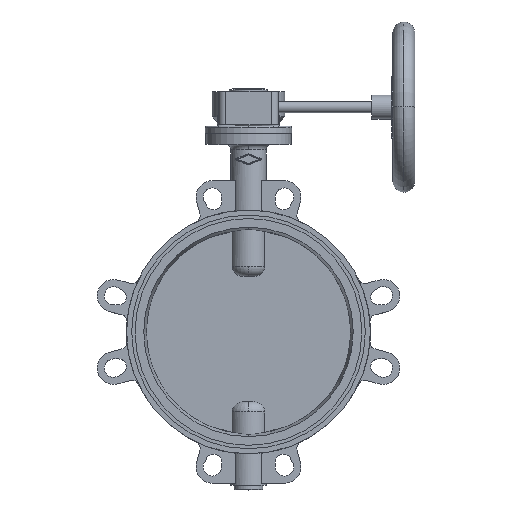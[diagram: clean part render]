
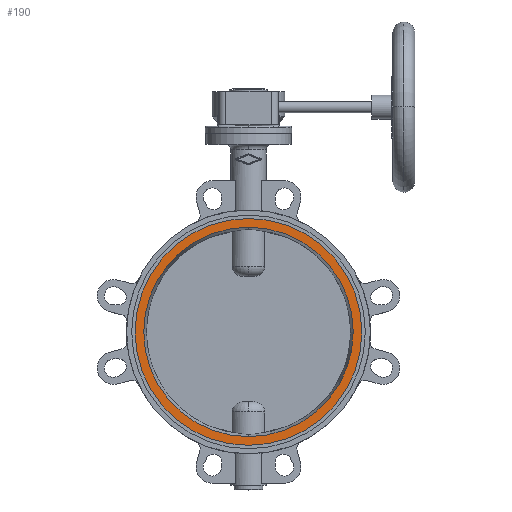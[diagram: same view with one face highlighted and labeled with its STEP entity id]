
A CAD part, top view. The second image highlights one B-rep face of the part: STEP entity #190.
In plain terms, the highlighted planar face has unit normal (0, 0, 1).
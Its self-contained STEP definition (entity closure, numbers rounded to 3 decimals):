
#190 = ADVANCED_FACE( '', ( #597, #598 ), #599, .T. );
#597 = FACE_BOUND( '', #1304, .T. );
#598 = FACE_OUTER_BOUND( '', #1305, .T. );
#599 = PLANE( '', #1306 );
#1304 = EDGE_LOOP( '', ( #2437, #2438 ) );
#1305 = EDGE_LOOP( '', ( #2439, #2440 ) );
#1306 = AXIS2_PLACEMENT_3D( '', #2441, #2442, #2443 );
#2437 = ORIENTED_EDGE( '', *, *, #4952, .F. );
#2438 = ORIENTED_EDGE( '', *, *, #4809, .F. );
#2439 = ORIENTED_EDGE( '', *, *, #4951, .T. );
#2440 = ORIENTED_EDGE( '', *, *, #4811, .T. );
#2441 = CARTESIAN_POINT( '', ( 0., 160.132, -1. ) );
#2442 = DIRECTION( '', ( 0., 0., 1. ) );
#2443 = DIRECTION( '', ( 0., 1., 0. ) );
#4809 = EDGE_CURVE( '', #5836, #5828, #5838, .T. );
#4811 = EDGE_CURVE( '', #5842, #5839, #5843, .T. );
#4951 = EDGE_CURVE( '', #5839, #5842, #6079, .T. );
#4952 = EDGE_CURVE( '', #5828, #5836, #6080, .T. );
#5828 = VERTEX_POINT( '', #7548 );
#5836 = VERTEX_POINT( '', #7591 );
#5838 = CIRCLE( '', #7594, 153.765 );
#5839 = VERTEX_POINT( '', #7595 );
#5842 = VERTEX_POINT( '', #7599 );
#5843 = CIRCLE( '', #7600, 166.5 );
#6079 = CIRCLE( '', #8687, 166.5 );
#6080 = CIRCLE( '', #8688, 153.765 );
#7548 = CARTESIAN_POINT( '', ( 0., 153.765, -1. ) );
#7591 = CARTESIAN_POINT( '', ( 0., -153.765, -1. ) );
#7594 = AXIS2_PLACEMENT_3D( '', #10948, #10949, #10950 );
#7595 = CARTESIAN_POINT( '', ( 0., 166.5, -1. ) );
#7599 = CARTESIAN_POINT( '', ( 0., -166.5, -1. ) );
#7600 = AXIS2_PLACEMENT_3D( '', #10952, #10953, #10954 );
#8687 = AXIS2_PLACEMENT_3D( '', #11160, #11161, #11162 );
#8688 = AXIS2_PLACEMENT_3D( '', #11163, #11164, #11165 );
#10948 = CARTESIAN_POINT( '', ( 0., 0., -1. ) );
#10949 = DIRECTION( '', ( 0., 0., 1. ) );
#10950 = DIRECTION( '', ( 0., 1., 0. ) );
#10952 = CARTESIAN_POINT( '', ( 0., 0., -1. ) );
#10953 = DIRECTION( '', ( 0., 0., 1. ) );
#10954 = DIRECTION( '', ( 0., 1., 0. ) );
#11160 = CARTESIAN_POINT( '', ( 0., 0., -1. ) );
#11161 = DIRECTION( '', ( 0., 0., 1. ) );
#11162 = DIRECTION( '', ( 0., 1., 0. ) );
#11163 = CARTESIAN_POINT( '', ( 0., 0., -1. ) );
#11164 = DIRECTION( '', ( 0., 0., 1. ) );
#11165 = DIRECTION( '', ( 0., 1., 0. ) );
